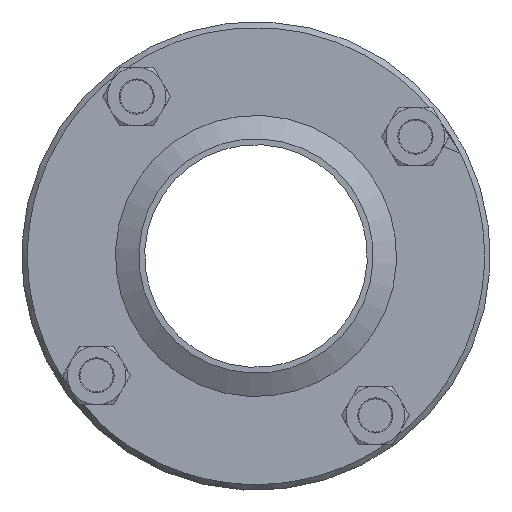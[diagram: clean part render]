
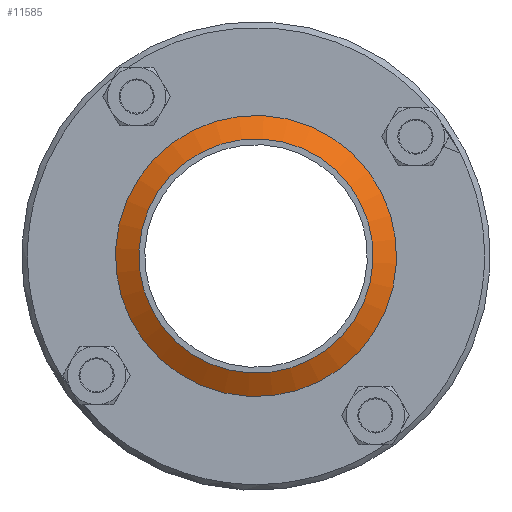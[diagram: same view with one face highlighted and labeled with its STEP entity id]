
A CAD part, left-side view. The second image highlights one B-rep face of the part: STEP entity #11585.
In plain terms, the highlighted conical face has half-angle 60 degrees and reference radius 22 mm.
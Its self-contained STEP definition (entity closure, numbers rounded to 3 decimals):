
#320=CONICAL_SURFACE('',#12759,22.,60.);
#597=FACE_BOUND('',#2716,.T.);
#1214=CIRCLE('',#12758,20.);
#1215=CIRCLE('',#12760,24.);
#1828=FACE_OUTER_BOUND('',#2715,.T.);
#2715=EDGE_LOOP('',(#9867));
#2716=EDGE_LOOP('',(#9868));
#5301=VERTEX_POINT('',#19434);
#5302=VERTEX_POINT('',#19437);
#6832=EDGE_CURVE('',#5301,#5301,#1214,.T.);
#6833=EDGE_CURVE('',#5302,#5302,#1215,.T.);
#9867=ORIENTED_EDGE('',*,*,#6832,.T.);
#9868=ORIENTED_EDGE('',*,*,#6833,.F.);
#11585=ADVANCED_FACE('',(#1828,#597),#320,.T.);
#12758=AXIS2_PLACEMENT_3D('',#19435,#15854,#15855);
#12759=AXIS2_PLACEMENT_3D('',#19436,#15856,#15857);
#12760=AXIS2_PLACEMENT_3D('',#19438,#15858,#15859);
#15854=DIRECTION('center_axis',(1.,0.,0.));
#15855=DIRECTION('ref_axis',(0.,-0.599,-0.8));
#15856=DIRECTION('center_axis',(1.,0.,0.));
#15857=DIRECTION('ref_axis',(0.,0.8,-0.599));
#15858=DIRECTION('center_axis',(1.,0.,0.));
#15859=DIRECTION('ref_axis',(0.,-0.599,-0.8));
#19434=CARTESIAN_POINT('',(-101.7,16.008,-11.989));
#19435=CARTESIAN_POINT('Origin',(-101.7,0.,0.));
#19436=CARTESIAN_POINT('Origin',(-100.545,0.,
0.));
#19437=CARTESIAN_POINT('',(-99.391,19.21,-14.387));
#19438=CARTESIAN_POINT('Origin',(-99.391,0.,
0.));
